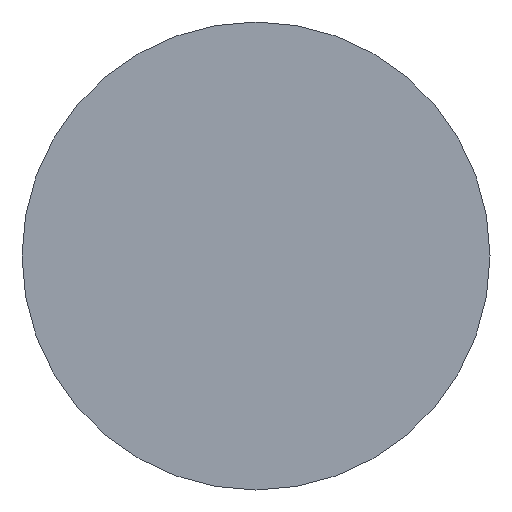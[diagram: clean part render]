
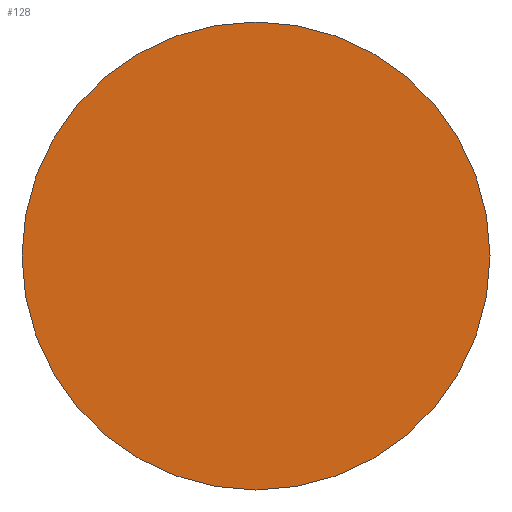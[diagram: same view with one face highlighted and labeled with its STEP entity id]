
A CAD part, front view. The second image highlights one B-rep face of the part: STEP entity #128.
In plain terms, the highlighted planar face has unit normal (0, -1, 0).
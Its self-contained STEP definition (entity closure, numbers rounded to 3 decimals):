
#9 = EDGE_CURVE ( 'NONE', #70, #19, #164, .T. ) ;
#10 = FACE_OUTER_BOUND ( 'NONE', #97, .T. ) ;
#19 = VERTEX_POINT ( 'NONE', #112 ) ;
#31 = CARTESIAN_POINT ( 'NONE',  ( 0., 0., 0. ) ) ;
#51 = CARTESIAN_POINT ( 'NONE',  ( 0., 0., 0. ) ) ;
#58 = AXIS2_PLACEMENT_3D ( 'NONE', #51, #62, #73 ) ;
#62 = DIRECTION ( 'NONE',  ( 0., 1., 0. ) ) ;
#70 = VERTEX_POINT ( 'NONE', #100 ) ;
#73 = DIRECTION ( 'NONE',  ( 0., 0., 1. ) ) ;
#83 = DIRECTION ( 'NONE',  ( 0., 1., 0. ) ) ;
#89 = CARTESIAN_POINT ( 'NONE',  ( 0., 0., 0. ) ) ;
#90 = AXIS2_PLACEMENT_3D ( 'NONE', #31, #83, #138 ) ;
#97 = EDGE_LOOP ( 'NONE', ( #169, #170 ) ) ;
#100 = CARTESIAN_POINT ( 'NONE',  ( 0., 0., 24.67 ) ) ;
#104 = DIRECTION ( 'NONE',  ( 0., 1., 0. ) ) ;
#112 = CARTESIAN_POINT ( 'NONE',  ( 0., 0., -24.67 ) ) ;
#125 = PLANE ( 'NONE',  #58 ) ;
#128 = ADVANCED_FACE ( 'NONE', ( #10 ), #125, .F. ) ;
#135 = EDGE_CURVE ( 'NONE', #19, #70, #166, .T. ) ;
#138 = DIRECTION ( 'NONE',  ( 0., 0., 1. ) ) ;
#144 = DIRECTION ( 'NONE',  ( 0., 0., 1. ) ) ;
#145 = AXIS2_PLACEMENT_3D ( 'NONE', #89, #104, #144 ) ;
#164 = CIRCLE ( 'NONE', #90, 24.67 ) ;
#166 = CIRCLE ( 'NONE', #145, 24.67 ) ;
#169 = ORIENTED_EDGE ( 'NONE', *, *, #135, .F. ) ;
#170 = ORIENTED_EDGE ( 'NONE', *, *, #9, .F. ) ;
